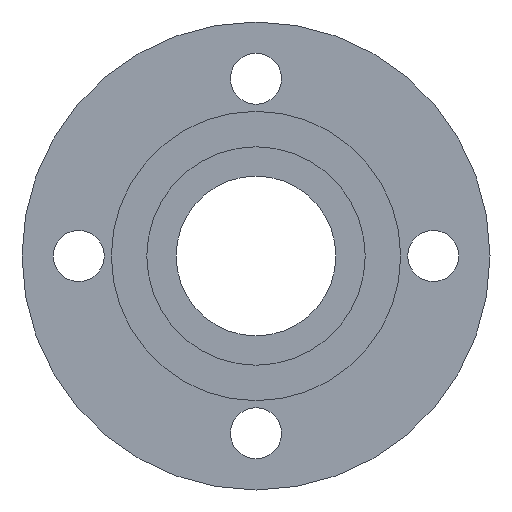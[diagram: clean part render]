
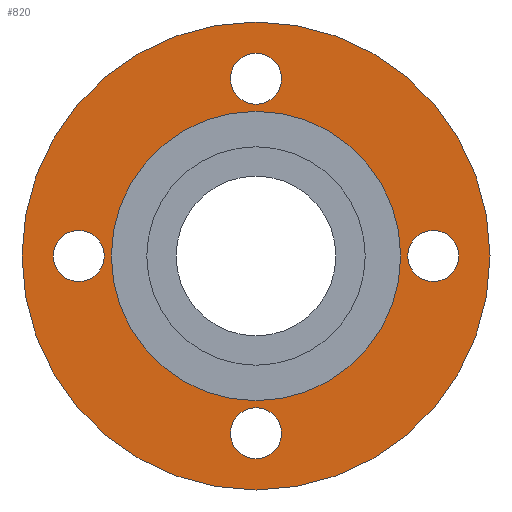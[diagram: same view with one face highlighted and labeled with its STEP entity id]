
A CAD part, front view. The second image highlights one B-rep face of the part: STEP entity #820.
In plain terms, the highlighted planar face has unit normal (0, -1, 0).
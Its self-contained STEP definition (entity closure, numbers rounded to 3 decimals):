
#1 = CARTESIAN_POINT ( 'NONE',  ( 0., 3., 82.5 ) ) ;
#20 = VERTEX_POINT ( 'NONE', #867 ) ;
#25 = DIRECTION ( 'NONE',  ( 0., 0., -1. ) ) ;
#28 = AXIS2_PLACEMENT_3D ( 'NONE', #450, #736, #733 ) ;
#34 = CIRCLE ( 'NONE', #552, 9. ) ;
#51 = CARTESIAN_POINT ( 'NONE',  ( 0., 3., -51. ) ) ;
#81 = CARTESIAN_POINT ( 'NONE',  ( 62.5, 3., -9. ) ) ;
#82 = ORIENTED_EDGE ( 'NONE', *, *, #253, .F. ) ;
#84 = CIRCLE ( 'NONE', #760, 51. ) ;
#86 = DIRECTION ( 'NONE',  ( 0., -1., 0. ) ) ;
#91 = AXIS2_PLACEMENT_3D ( 'NONE', #217, #152, #635 ) ;
#95 = DIRECTION ( 'NONE',  ( 0., 0., -1. ) ) ;
#96 = EDGE_LOOP ( 'NONE', ( #755, #413 ) ) ;
#103 = CIRCLE ( 'NONE', #606, 9. ) ;
#128 = EDGE_LOOP ( 'NONE', ( #608, #679 ) ) ;
#133 = EDGE_LOOP ( 'NONE', ( #316, #82 ) ) ;
#139 = VERTEX_POINT ( 'NONE', #81 ) ;
#145 = EDGE_CURVE ( 'NONE', #20, #781, #103, .T. ) ;
#152 = DIRECTION ( 'NONE',  ( 0., 1., 0. ) ) ;
#161 = PLANE ( 'NONE',  #471 ) ;
#165 = CIRCLE ( 'NONE', #791, 9. ) ;
#168 = DIRECTION ( 'NONE',  ( 0., -1., 0. ) ) ;
#177 = CARTESIAN_POINT ( 'NONE',  ( 0., 3., 0. ) ) ;
#182 = DIRECTION ( 'NONE',  ( 0., 0., 1. ) ) ;
#188 = EDGE_CURVE ( 'NONE', #200, #139, #616, .T. ) ;
#189 = CARTESIAN_POINT ( 'NONE',  ( -62.5, 3., 9. ) ) ;
#190 = CARTESIAN_POINT ( 'NONE',  ( 0., 3., 0. ) ) ;
#199 = AXIS2_PLACEMENT_3D ( 'NONE', #717, #837, #367 ) ;
#200 = VERTEX_POINT ( 'NONE', #563 ) ;
#217 = CARTESIAN_POINT ( 'NONE',  ( 0., 3., 0. ) ) ;
#223 = DIRECTION ( 'NONE',  ( 0., 0., 1. ) ) ;
#230 = FACE_BOUND ( 'NONE', #771, .T. ) ;
#240 = FACE_BOUND ( 'NONE', #133, .T. ) ;
#250 = EDGE_CURVE ( 'NONE', #545, #619, #315, .T. ) ;
#253 = EDGE_CURVE ( 'NONE', #284, #841, #579, .T. ) ;
#254 = CARTESIAN_POINT ( 'NONE',  ( -62.5, 3., 0. ) ) ;
#262 = EDGE_CURVE ( 'NONE', #476, #420, #850, .T. ) ;
#280 = DIRECTION ( 'NONE',  ( 0., 0., -1. ) ) ;
#281 = VERTEX_POINT ( 'NONE', #381 ) ;
#284 = VERTEX_POINT ( 'NONE', #189 ) ;
#286 = CARTESIAN_POINT ( 'NONE',  ( 0., 3., 62.5 ) ) ;
#292 = EDGE_CURVE ( 'NONE', #281, #789, #34, .T. ) ;
#294 = CARTESIAN_POINT ( 'NONE',  ( 0., 3., 0. ) ) ;
#296 = AXIS2_PLACEMENT_3D ( 'NONE', #388, #657, #518 ) ;
#308 = DIRECTION ( 'NONE',  ( 0., 0., -1. ) ) ;
#310 = CIRCLE ( 'NONE', #28, 9. ) ;
#311 = DIRECTION ( 'NONE',  ( 0., 1., 0. ) ) ;
#315 = CIRCLE ( 'NONE', #91, 82.5 ) ;
#316 = ORIENTED_EDGE ( 'NONE', *, *, #507, .F. ) ;
#325 = AXIS2_PLACEMENT_3D ( 'NONE', #190, #464, #744 ) ;
#332 = ORIENTED_EDGE ( 'NONE', *, *, #815, .F. ) ;
#353 = CIRCLE ( 'NONE', #864, 9. ) ;
#362 = CARTESIAN_POINT ( 'NONE',  ( -62.5, 3., 0. ) ) ;
#367 = DIRECTION ( 'NONE',  ( 0., 0., -1. ) ) ;
#380 = CARTESIAN_POINT ( 'NONE',  ( 0., 3., 51. ) ) ;
#381 = CARTESIAN_POINT ( 'NONE',  ( 0., 3., -71.5 ) ) ;
#388 = CARTESIAN_POINT ( 'NONE',  ( 0., 3., 62.5 ) ) ;
#413 = ORIENTED_EDGE ( 'NONE', *, *, #250, .F. ) ;
#419 = CARTESIAN_POINT ( 'NONE',  ( 0., 3., 51. ) ) ;
#420 = VERTEX_POINT ( 'NONE', #51 ) ;
#426 = AXIS2_PLACEMENT_3D ( 'NONE', #362, #849, #25 ) ;
#449 = EDGE_CURVE ( 'NONE', #420, #476, #84, .T. ) ;
#450 = CARTESIAN_POINT ( 'NONE',  ( 62.5, 3., 0. ) ) ;
#461 = ORIENTED_EDGE ( 'NONE', *, *, #292, .F. ) ;
#464 = DIRECTION ( 'NONE',  ( 0., 1., 0. ) ) ;
#471 = AXIS2_PLACEMENT_3D ( 'NONE', #419, #86, #95 ) ;
#476 = VERTEX_POINT ( 'NONE', #380 ) ;
#478 = EDGE_CURVE ( 'NONE', #139, #200, #310, .T. ) ;
#492 = EDGE_CURVE ( 'NONE', #781, #20, #575, .T. ) ;
#503 = AXIS2_PLACEMENT_3D ( 'NONE', #294, #640, #223 ) ;
#506 = CARTESIAN_POINT ( 'NONE',  ( -62.5, 3., -9. ) ) ;
#507 = EDGE_CURVE ( 'NONE', #841, #284, #165, .T. ) ;
#513 = CARTESIAN_POINT ( 'NONE',  ( 0., 3., -62.5 ) ) ;
#518 = DIRECTION ( 'NONE',  ( 0., 0., -1. ) ) ;
#526 = DIRECTION ( 'NONE',  ( 0., -1., 0. ) ) ;
#545 = VERTEX_POINT ( 'NONE', #813 ) ;
#552 = AXIS2_PLACEMENT_3D ( 'NONE', #513, #168, #308 ) ;
#563 = CARTESIAN_POINT ( 'NONE',  ( 62.5, 3., 9. ) ) ;
#567 = EDGE_CURVE ( 'NONE', #619, #545, #846, .T. ) ;
#575 = CIRCLE ( 'NONE', #296, 9. ) ;
#576 = EDGE_LOOP ( 'NONE', ( #461, #332 ) ) ;
#579 = CIRCLE ( 'NONE', #426, 9. ) ;
#596 = FACE_BOUND ( 'NONE', #576, .T. ) ;
#597 = DIRECTION ( 'NONE',  ( 0., -1., 0. ) ) ;
#606 = AXIS2_PLACEMENT_3D ( 'NONE', #286, #776, #280 ) ;
#608 = ORIENTED_EDGE ( 'NONE', *, *, #262, .T. ) ;
#616 = CIRCLE ( 'NONE', #199, 9. ) ;
#619 = VERTEX_POINT ( 'NONE', #1 ) ;
#635 = DIRECTION ( 'NONE',  ( 0., 0., 1. ) ) ;
#640 = DIRECTION ( 'NONE',  ( 0., 1., 0. ) ) ;
#657 = DIRECTION ( 'NONE',  ( 0., -1., 0. ) ) ;
#666 = EDGE_LOOP ( 'NONE', ( #838, #685 ) ) ;
#679 = ORIENTED_EDGE ( 'NONE', *, *, #449, .T. ) ;
#685 = ORIENTED_EDGE ( 'NONE', *, *, #188, .F. ) ;
#716 = CARTESIAN_POINT ( 'NONE',  ( 0., 3., -53.5 ) ) ;
#717 = CARTESIAN_POINT ( 'NONE',  ( 62.5, 3., 0. ) ) ;
#728 = FACE_BOUND ( 'NONE', #666, .T. ) ;
#733 = DIRECTION ( 'NONE',  ( 0., 0., -1. ) ) ;
#736 = DIRECTION ( 'NONE',  ( 0., -1., 0. ) ) ;
#744 = DIRECTION ( 'NONE',  ( 0., 0., 1. ) ) ;
#755 = ORIENTED_EDGE ( 'NONE', *, *, #567, .F. ) ;
#760 = AXIS2_PLACEMENT_3D ( 'NONE', #177, #311, #182 ) ;
#771 = EDGE_LOOP ( 'NONE', ( #822, #886 ) ) ;
#776 = DIRECTION ( 'NONE',  ( 0., -1., 0. ) ) ;
#781 = VERTEX_POINT ( 'NONE', #848 ) ;
#785 = FACE_OUTER_BOUND ( 'NONE', #96, .T. ) ;
#789 = VERTEX_POINT ( 'NONE', #716 ) ;
#791 = AXIS2_PLACEMENT_3D ( 'NONE', #254, #597, #874 ) ;
#805 = FACE_BOUND ( 'NONE', #128, .T. ) ;
#808 = DIRECTION ( 'NONE',  ( 0., 0., -1. ) ) ;
#813 = CARTESIAN_POINT ( 'NONE',  ( 0., 3., -82.5 ) ) ;
#815 = EDGE_CURVE ( 'NONE', #789, #281, #353, .T. ) ;
#820 = ADVANCED_FACE ( 'NONE', ( #728, #230, #240, #596, #805, #785 ), #161, .T. ) ;
#822 = ORIENTED_EDGE ( 'NONE', *, *, #492, .F. ) ;
#837 = DIRECTION ( 'NONE',  ( 0., -1., 0. ) ) ;
#838 = ORIENTED_EDGE ( 'NONE', *, *, #478, .F. ) ;
#841 = VERTEX_POINT ( 'NONE', #506 ) ;
#846 = CIRCLE ( 'NONE', #325, 82.5 ) ;
#848 = CARTESIAN_POINT ( 'NONE',  ( 0., 3., 53.5 ) ) ;
#849 = DIRECTION ( 'NONE',  ( 0., -1., 0. ) ) ;
#850 = CIRCLE ( 'NONE', #503, 51. ) ;
#864 = AXIS2_PLACEMENT_3D ( 'NONE', #869, #526, #808 ) ;
#867 = CARTESIAN_POINT ( 'NONE',  ( 0., 3., 71.5 ) ) ;
#869 = CARTESIAN_POINT ( 'NONE',  ( 0., 3., -62.5 ) ) ;
#874 = DIRECTION ( 'NONE',  ( 0., 0., -1. ) ) ;
#886 = ORIENTED_EDGE ( 'NONE', *, *, #145, .F. ) ;
